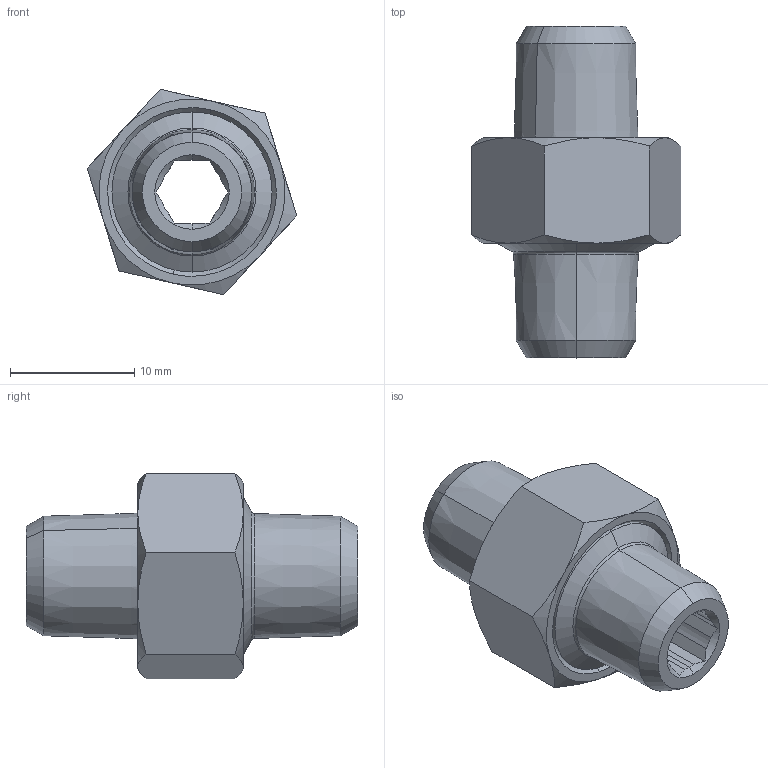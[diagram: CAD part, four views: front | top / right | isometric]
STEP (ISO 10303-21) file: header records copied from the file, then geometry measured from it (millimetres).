
FILE_DESCRIPTION (( 'STEP AP214' ), '1' );
FILE_NAME ('02060F0001A.STEP', '2016-12-07T09:07:56', ( '' ), ( '' ), 'SwSTEP 2.0', 'SolidWorks 2016', '' );
FILE_SCHEMA (( 'AUTOMOTIVE_DESIGN' ));
Length unit declared in the file: millimetre
Products named in the file (2): 02060F0001A
Bounding box: 16.89 x 26.74 x 16.55 mm (x, y, z)
Surface area: 1879.1 mm2 (no closed solid volume)
Topology: 0 solids, 3 shells, 69 faces, 166 edges, 101 vertices
Faces by surface type: cone 30, plane 22, cylinder 13, torus 4
Entity records: 2923 total; most frequent: CARTESIAN_POINT 586, DIRECTION 329, ORIENTED_EDGE 303, EDGE_CURVE 166, AXIS2_PLACEMENT_3D 140, VERTEX_POINT 101, EDGE_LOOP 73, UNCERTAINTY_MEASURE_WITH_UNIT 71
